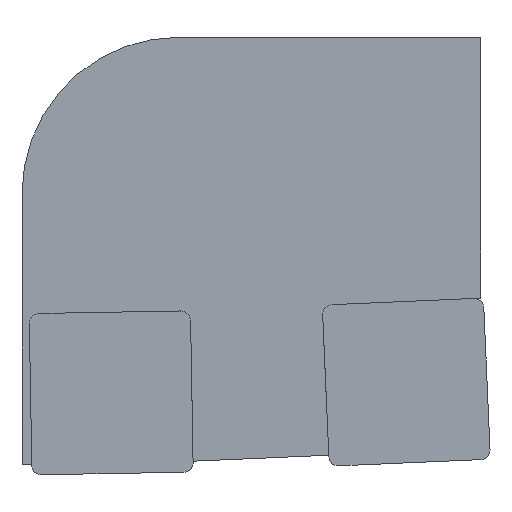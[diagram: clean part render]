
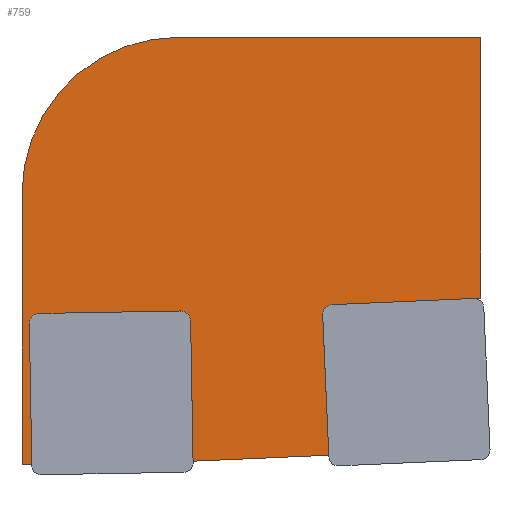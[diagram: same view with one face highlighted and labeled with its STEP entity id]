
A CAD part, left-side view. The second image highlights one B-rep face of the part: STEP entity #759.
In plain terms, the highlighted planar face has unit normal (-1, 0, 0).
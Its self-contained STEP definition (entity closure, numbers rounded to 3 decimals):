
#166=DIRECTION('',(0.,-0.999,0.044));
#167=VECTOR('',#166,11.119);
#168=CARTESIAN_POINT('',(0.,24.301,1.31));
#169=LINE('',#168,#167);
#239=DIRECTION('',(0.,0.999,-0.044));
#240=VECTOR('',#239,12.191);
#241=CARTESIAN_POINT('',(0.,0.75,14.65));
#242=LINE('',#241,#240);
#246=CARTESIAN_POINT('',(0.,12.895,13.319));
#247=DIRECTION('',(-1.,0.,0.));
#248=DIRECTION('',(0.,0.044,0.999));
#249=AXIS2_PLACEMENT_3D('',#246,#247,#248);
#254=DIRECTION('',(0.,0.044,0.999));
#255=VECTOR('',#254,11.5);
#256=CARTESIAN_POINT('',(0.,13.193,1.795));
#257=LINE('',#256,#255);
#261=DIRECTION('',(0.,0.017,1.));
#262=VECTOR('',#261,11.506);
#263=CARTESIAN_POINT('',(0.,24.301,1.31));
#264=LINE('',#263,#262);
#268=CARTESIAN_POINT('',(0.,25.302,12.801));
#269=DIRECTION('',(-1.,0.,0.));
#270=DIRECTION('',(0.,-1.,0.017));
#271=AXIS2_PLACEMENT_3D('',#268,#269,#270);
#276=DIRECTION('',(0.,1.,-0.017));
#277=VECTOR('',#276,11.6);
#278=CARTESIAN_POINT('',(0.,25.316,13.601));
#279=LINE('',#278,#277);
#283=CARTESIAN_POINT('',(0.,36.9,12.598));
#284=DIRECTION('',(-1.,0.,0.));
#285=DIRECTION('',(0.,0.017,1.));
#286=AXIS2_PLACEMENT_3D('',#283,#284,#285);
#291=DIRECTION('',(0.,0.017,1.));
#292=VECTOR('',#291,11.514);
#293=CARTESIAN_POINT('',(0.,37.499,1.072));
#294=LINE('',#293,#292);
#298=DIRECTION('',(0.,-1.,0.017));
#299=VECTOR('',#298,0.801);
#300=CARTESIAN_POINT('',(0.,38.3,1.058));
#301=LINE('',#300,#299);
#305=DIRECTION('',(0.,0.,-1.));
#306=VECTOR('',#305,22.142);
#307=CARTESIAN_POINT('',(0.,38.3,23.2));
#308=LINE('',#307,#306);
#312=CARTESIAN_POINT('',(0.,25.5,23.2));
#313=DIRECTION('',(-1.,0.,0.));
#314=DIRECTION('',(0.,0.,1.));
#315=AXIS2_PLACEMENT_3D('',#312,#313,#314);
#320=DIRECTION('',(0.,1.,0.));
#321=VECTOR('',#320,24.75);
#322=CARTESIAN_POINT('',(0.,0.75,36.));
#323=LINE('',#322,#321);
#327=DIRECTION('',(0.,0.,1.));
#328=VECTOR('',#327,21.35);
#329=CARTESIAN_POINT('',(0.,0.75,14.65));
#330=LINE('',#329,#328);
#518=CARTESIAN_POINT('',(0.,25.5,36.));
#519=CARTESIAN_POINT('',(0.,38.3,23.2));
#520=VERTEX_POINT('',#518);
#521=VERTEX_POINT('',#519);
#526=CARTESIAN_POINT('',(0.,0.75,14.65));
#527=CARTESIAN_POINT('',(0.,12.93,14.118));
#528=VERTEX_POINT('',#526);
#529=VERTEX_POINT('',#527);
#530=CARTESIAN_POINT('',(0.,13.193,1.795));
#531=CARTESIAN_POINT('',(0.,13.694,13.284));
#532=VERTEX_POINT('',#530);
#533=VERTEX_POINT('',#531);
#546=CARTESIAN_POINT('',(0.,24.301,1.31));
#547=CARTESIAN_POINT('',(0.,24.502,12.815));
#548=VERTEX_POINT('',#546);
#549=VERTEX_POINT('',#547);
#550=CARTESIAN_POINT('',(0.,25.316,13.601));
#551=CARTESIAN_POINT('',(0.,36.914,13.398));
#552=VERTEX_POINT('',#550);
#553=VERTEX_POINT('',#551);
#554=CARTESIAN_POINT('',(0.,37.499,1.072));
#555=CARTESIAN_POINT('',(0.,37.7,12.584));
#556=VERTEX_POINT('',#554);
#557=VERTEX_POINT('',#555);
#594=CARTESIAN_POINT('',(0.,38.3,1.058));
#595=VERTEX_POINT('',#594);
#596=CARTESIAN_POINT('',(0.,0.75,36.));
#597=VERTEX_POINT('',#596);
#726=CARTESIAN_POINT('',(0.,0.,0.));
#727=DIRECTION('',(-1.,0.,0.));
#728=DIRECTION('',(0.,0.,1.));
#729=AXIS2_PLACEMENT_3D('',#726,#727,#728);
#730=PLANE('',#729);
#731=ORIENTED_EDGE('',*,*,#716,.T.);
#733=ORIENTED_EDGE('',*,*,#732,.T.);
#735=ORIENTED_EDGE('',*,*,#734,.F.);
#736=ORIENTED_EDGE('',*,*,#667,.F.);
#738=ORIENTED_EDGE('',*,*,#737,.T.);
#740=ORIENTED_EDGE('',*,*,#739,.T.);
#742=ORIENTED_EDGE('',*,*,#741,.T.);
#744=ORIENTED_EDGE('',*,*,#743,.T.);
#746=ORIENTED_EDGE('',*,*,#745,.F.);
#748=ORIENTED_EDGE('',*,*,#747,.F.);
#750=ORIENTED_EDGE('',*,*,#749,.F.);
#752=ORIENTED_EDGE('',*,*,#751,.F.);
#754=ORIENTED_EDGE('',*,*,#753,.F.);
#756=ORIENTED_EDGE('',*,*,#755,.F.);
#757=EDGE_LOOP('',(#731,#733,#735,#736,#738,#740,#742,#744,#746,#748,#750,#752,
#754,#756));
#758=FACE_OUTER_BOUND('',#757,.F.);
#250=CIRCLE('',#249,0.8);
#272=CIRCLE('',#271,0.8);
#287=CIRCLE('',#286,0.8);
#316=CIRCLE('',#315,12.8);
#667=EDGE_CURVE('',#548,#532,#169,.T.);
#716=EDGE_CURVE('',#528,#529,#242,.T.);
#732=EDGE_CURVE('',#529,#533,#250,.T.);
#734=EDGE_CURVE('',#532,#533,#257,.T.);
#737=EDGE_CURVE('',#548,#549,#264,.T.);
#739=EDGE_CURVE('',#549,#552,#272,.T.);
#741=EDGE_CURVE('',#552,#553,#279,.T.);
#743=EDGE_CURVE('',#553,#557,#287,.T.);
#745=EDGE_CURVE('',#556,#557,#294,.T.);
#747=EDGE_CURVE('',#595,#556,#301,.T.);
#749=EDGE_CURVE('',#521,#595,#308,.T.);
#751=EDGE_CURVE('',#520,#521,#316,.T.);
#753=EDGE_CURVE('',#597,#520,#323,.T.);
#755=EDGE_CURVE('',#528,#597,#330,.T.);
#759=ADVANCED_FACE('',(#758),#730,.T.);
